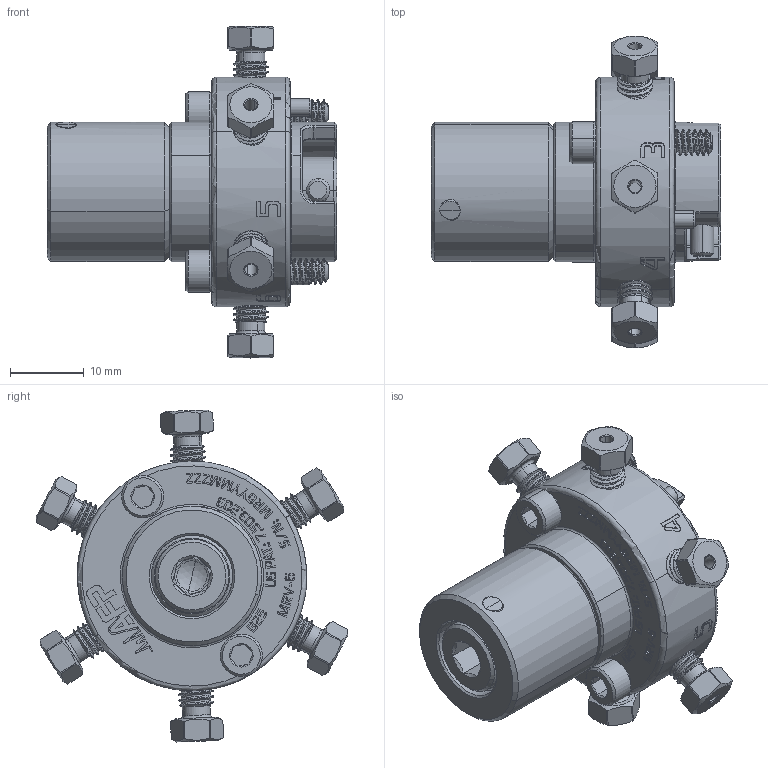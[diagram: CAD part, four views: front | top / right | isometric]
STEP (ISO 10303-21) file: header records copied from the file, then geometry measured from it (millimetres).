
FILE_DESCRIPTION (( 'STEP AP214' ), '1' );
FILE_NAME ('MRV06-16R2-0007-00_Blank.STEP', '2019-11-18T15:58:19', ( 'user' ), ( '' ), 'SwSTEP 2.0', 'SolidWorks 2019', '' );
FILE_SCHEMA (( 'AUTOMOTIVE_DESIGN' ));
Length unit declared in the file: inch
Products named in the file (1): MRV06-16R2-0007-00_Blank
Bounding box: 39.4 x 42.4 x 45.17 mm (x, y, z)
Volume: 15989.1 mm3; surface area: 8507.3 mm2
Topology: 4 solids, 10 shells, 1619 faces, 4330 edges, 2828 vertices
Faces by surface type: plane 742, bspline 387, cylinder 336, cone 110, torus 42, sphere 2
Entity records: 84950 total; most frequent: CARTESIAN_POINT 39904, ORIENTED_EDGE 8660, DIRECTION 5939, EDGE_CURVE 4330, VERTEX_POINT 2828, LINE 2361, VECTOR 2361, AXIS2_PLACEMENT_3D 1789
